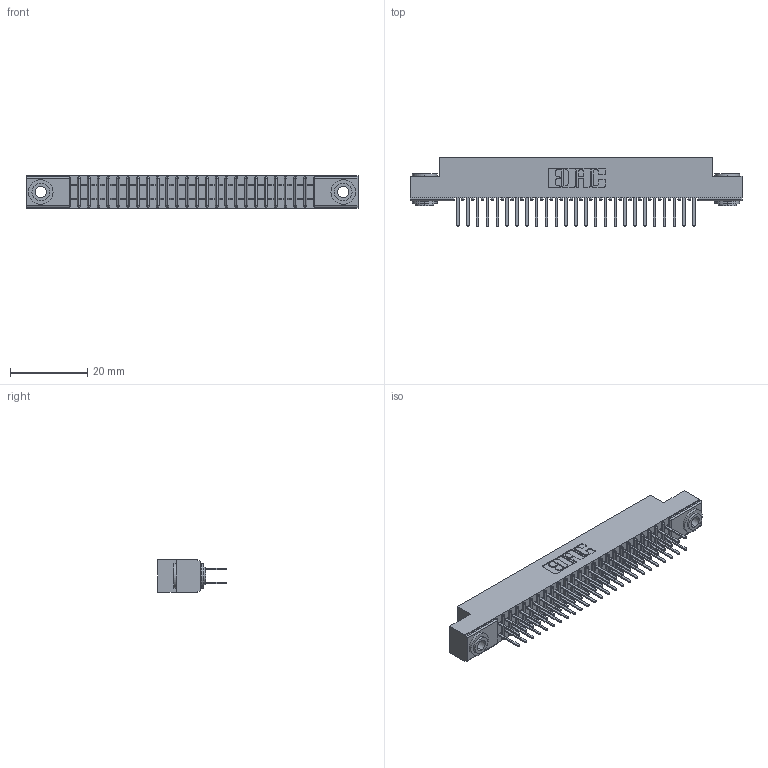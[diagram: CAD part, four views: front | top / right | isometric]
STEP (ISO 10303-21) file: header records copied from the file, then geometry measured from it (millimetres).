
FILE_DESCRIPTION (( 'STEP AP203' ), '1' );
FILE_NAME ('391-050-521-203.STEP', '2018-08-09T05:02:08', ( '' ), ( '' ), 'SwSTEP 2.0', 'SolidWorks 2016', '' );
FILE_SCHEMA (( 'CONFIG_CONTROL_DESIGN' ));
Length unit declared in the file: inch
Products named in the file (4): 341 Part_.156 (3.96) Dia Mounting Holes; 341-292-001_341-292-121; 345-250-002_345-250-002-102; 391-050-521-203
Assembly tree (53 placements, depth 2):
  391-050-521-203
    341 Part_.156 (3.96) Dia Mounting Holes
    341-292-001_341-292-121  x50
    345-250-002_345-250-002-102  x2
Bounding box: 85.72 x 17.7 x 8.38 mm (x, y, z)
Volume: 4911.4 mm3; surface area: 10866.4 mm2
Topology: 53 solids, 53 shells, 3468 faces, 10003 edges, 6478 vertices
Faces by surface type: plane 2092, cylinder 1268, sphere 52, torus 48, cone 8
Entity records: 33585 total; most frequent: CARTESIAN_POINT 5564, ORIENTED_EDGE 5518, DIRECTION 5427, EDGE_CURVE 2759, VECTOR 2201, LINE 2201, VERTEX_POINT 1750, AXIS2_PLACEMENT_3D 1613
